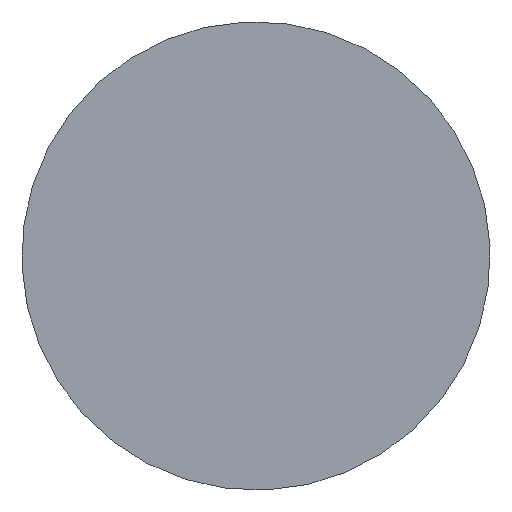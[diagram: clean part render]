
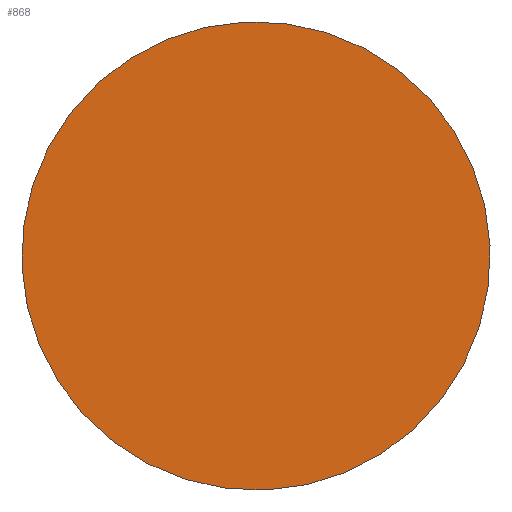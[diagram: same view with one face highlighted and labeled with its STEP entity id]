
A CAD part, front view. The second image highlights one B-rep face of the part: STEP entity #868.
In plain terms, the highlighted planar face has unit normal (0, -1, 0).
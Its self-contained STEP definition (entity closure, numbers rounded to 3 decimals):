
#128=FACE_OUTER_BOUND('',#191,.T.);
#191=EDGE_LOOP('',(#771));
#267=CIRCLE('',#999,6.35);
#404=VERTEX_POINT('',#3771);
#528=EDGE_CURVE('',#404,#404,#267,.T.);
#771=ORIENTED_EDGE('',*,*,#528,.F.);
#807=PLANE('',#1000);
#868=ADVANCED_FACE('',(#128),#807,.F.);
#999=AXIS2_PLACEMENT_3D('',#3773,#1240,#1241);
#1000=AXIS2_PLACEMENT_3D('',#3774,#1242,#1243);
#1240=DIRECTION('center_axis',(0.,1.,0.));
#1241=DIRECTION('ref_axis',(0.924,0.,0.383));
#1242=DIRECTION('center_axis',(0.,1.,0.));
#1243=DIRECTION('ref_axis',(0.924,0.,0.383));
#3771=CARTESIAN_POINT('',(-5.867,0.,-2.43));
#3773=CARTESIAN_POINT('Origin',(0.,0.,0.));
#3774=CARTESIAN_POINT('Origin',(0.,0.,0.));
